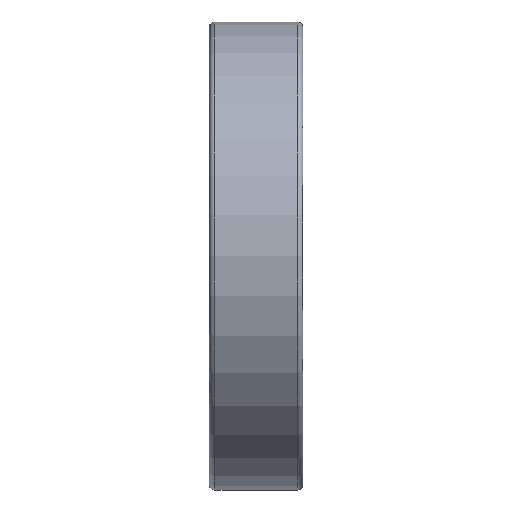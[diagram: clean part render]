
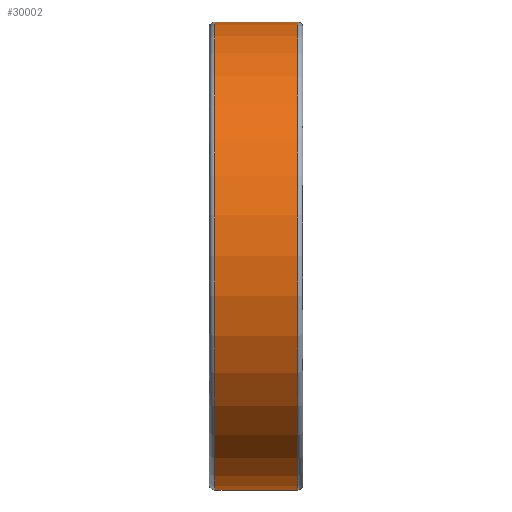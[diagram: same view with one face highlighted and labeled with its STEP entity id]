
A CAD part, top view. The second image highlights one B-rep face of the part: STEP entity #30002.
In plain terms, the highlighted cylindrical face has radius 45 mm (diameter 90 mm), a partial arc.
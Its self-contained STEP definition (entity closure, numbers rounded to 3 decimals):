
#20987=DIRECTION('',(-1.,0.,0.));
#20988=VECTOR('',#20987,15.9);
#20989=CARTESIAN_POINT('',(8.,45.,0.));
#20990=LINE('',#20989,#20988);
#20994=DIRECTION('',(-1.,0.,0.));
#20995=VECTOR('',#20994,15.9);
#20996=CARTESIAN_POINT('',(8.,-45.,0.));
#20997=LINE('',#20996,#20995);
#21009=CARTESIAN_POINT('',(8.,0.,0.));
#21010=DIRECTION('',(1.,0.,0.));
#21011=DIRECTION('',(0.,1.,0.));
#21012=AXIS2_PLACEMENT_3D('',#21009,#21010,#21011);
#21017=CARTESIAN_POINT('',(-7.9,0.,0.));
#21018=DIRECTION('',(1.,0.,0.));
#21019=DIRECTION('',(0.,1.,0.));
#21020=AXIS2_PLACEMENT_3D('',#21017,#21018,#21019);
#27316=CARTESIAN_POINT('',(8.,45.,0.));
#27317=CARTESIAN_POINT('',(-7.9,45.,0.));
#27318=VERTEX_POINT('',#27316);
#27319=VERTEX_POINT('',#27317);
#27328=CARTESIAN_POINT('',(8.,-45.,0.));
#27329=CARTESIAN_POINT('',(-7.9,-45.,0.));
#27330=VERTEX_POINT('',#27328);
#27331=VERTEX_POINT('',#27329);
#29990=CARTESIAN_POINT('',(-9.9,0.,0.));
#29991=DIRECTION('',(1.,0.,0.));
#29992=DIRECTION('',(0.,-1.,0.));
#29993=AXIS2_PLACEMENT_3D('',#29990,#29991,#29992);
#29994=CYLINDRICAL_SURFACE('',#29993,45.);
#29995=ORIENTED_EDGE('',*,*,#29980,.F.);
#29996=ORIENTED_EDGE('',*,*,#29957,.T.);
#29997=ORIENTED_EDGE('',*,*,#29984,.T.);
#29999=ORIENTED_EDGE('',*,*,#29998,.F.);
#30000=EDGE_LOOP('',(#29995,#29996,#29997,#29999));
#30001=FACE_OUTER_BOUND('',#30000,.F.);
#21013=CIRCLE('',#21012,45.);
#21021=CIRCLE('',#21020,45.);
#29957=EDGE_CURVE('',#27318,#27330,#21013,.T.);
#29980=EDGE_CURVE('',#27318,#27319,#20990,.T.);
#29984=EDGE_CURVE('',#27330,#27331,#20997,.T.);
#29998=EDGE_CURVE('',#27319,#27331,#21021,.T.);
#30002=ADVANCED_FACE('',(#30001),#29994,.T.);
